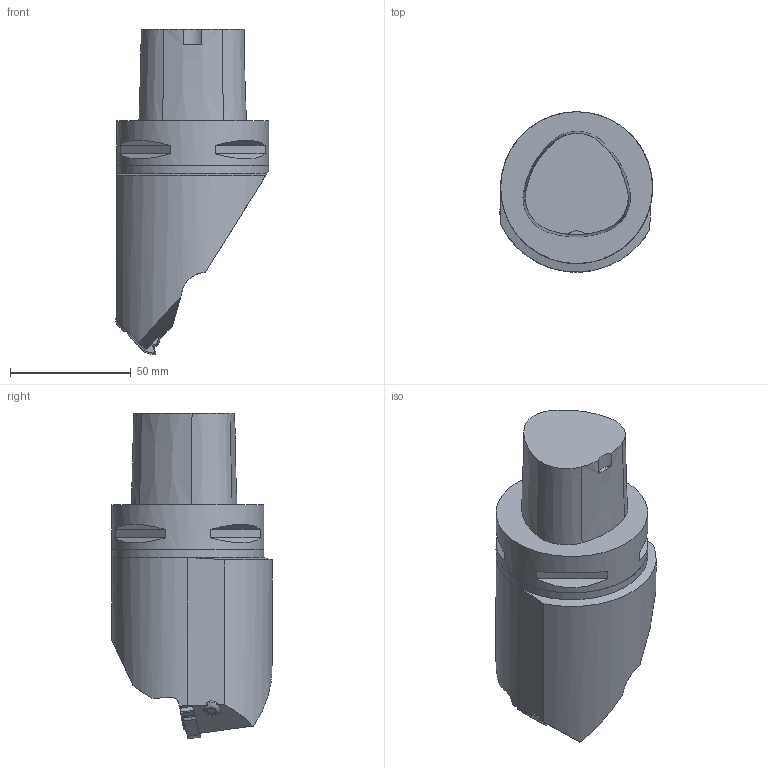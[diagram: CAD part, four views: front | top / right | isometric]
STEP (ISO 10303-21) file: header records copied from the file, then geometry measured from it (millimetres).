
FILE_DESCRIPTION(/* description */ (''),/* implementation_level */ '2;1');
FILE_NAME(/* name */ '1574052780824.stp',/* time_stamp */ '2019-11-18T10:23:15+06:00',/* author */ (''),/* organization */ ('SMS'),/* preprocessor_version */ 'ST-DEVELOPER v16.7',/* originating_system */ 'SIEMENS PLM Software NX 12.0',/* authorisation */ '');
FILE_SCHEMA (('AUTOMOTIVE_DESIGN { 1 0 10303 214 3 1 1 1 }'));
Length unit declared in the file: millimetre
Products named in the file (4): 202697901mod000_00; ASSEMBLY_CONSTRUCTION; 202308700mod000_00; 202308698mod000_00
Assembly tree (3 placements, depth 2):
  202308698mod000_00
    202308700mod000_00
    ASSEMBLY_CONSTRUCTION
    202697901mod000_00
Bounding box: 63.53 x 66.55 x 135.18 mm (x, y, z)
Volume: 799.7 mm3; surface area: 27207.1 mm2
Topology: 1 solids, 2 shells, 270 faces, 688 edges, 427 vertices
Faces by surface type: plane 89, cylinder 64, bspline 57, cone 22, torus 19, extrusion 15, sphere 4
Full cylindrical faces by diameter (mm): 5.7 x2, 62.985 x1, 63 x1
Entity records: 10515 total; most frequent: CARTESIAN_POINT 4257, ORIENTED_EDGE 1326, DIRECTION 1218, EDGE_CURVE 663, AXIS2_PLACEMENT_3D 472, VERTEX_POINT 415, EDGE_LOOP 290, VECTOR 274
